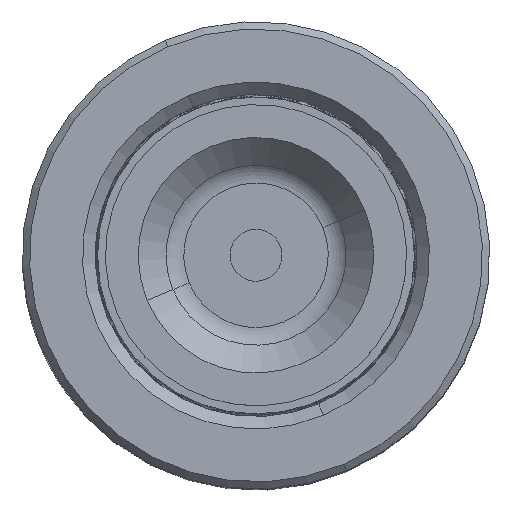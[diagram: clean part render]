
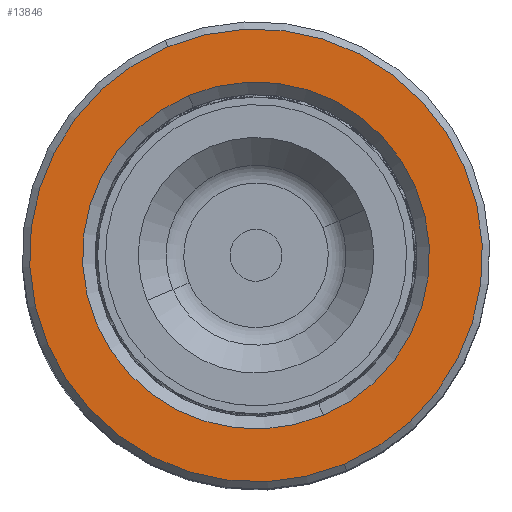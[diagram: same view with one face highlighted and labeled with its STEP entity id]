
A CAD part, top view. The second image highlights one B-rep face of the part: STEP entity #13846.
In plain terms, the highlighted planar face has unit normal (0, 0, 1).
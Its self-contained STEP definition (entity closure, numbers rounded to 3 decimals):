
#693 = PLANE ( 'NONE',  #32809 ) ;
#1073 = DIRECTION ( 'NONE',  ( 0., 0., 1. ) ) ;
#1424 = EDGE_CURVE ( 'NONE', #22730, #21063, #15661, .T. ) ;
#2661 = EDGE_LOOP ( 'NONE', ( #16547, #7034 ) ) ;
#4806 = CARTESIAN_POINT ( 'NONE',  ( 0., 0., 60. ) ) ;
#5145 = CIRCLE ( 'NONE', #48119, 16.7 ) ;
#7034 = ORIENTED_EDGE ( 'NONE', *, *, #51952, .T. ) ;
#9167 = DIRECTION ( 'NONE',  ( 0., 0., -1. ) ) ;
#9655 = CARTESIAN_POINT ( 'NONE',  ( 16.7, 0., 60. ) ) ;
#10737 = DIRECTION ( 'NONE',  ( 1., 0., 0. ) ) ;
#11714 = VERTEX_POINT ( 'NONE', #9655 ) ;
#13421 = CARTESIAN_POINT ( 'NONE',  ( 21.8, 0., 60. ) ) ;
#13687 = CIRCLE ( 'NONE', #19654, 16.7 ) ;
#13846 = ADVANCED_FACE ( 'NONE', ( #36606, #25780 ), #693, .T. ) ;
#14245 = DIRECTION ( 'NONE',  ( 1., 0., 0. ) ) ;
#14509 = CIRCLE ( 'NONE', #50822, 21.8 ) ;
#15661 = CIRCLE ( 'NONE', #38762, 21.8 ) ;
#15672 = ORIENTED_EDGE ( 'NONE', *, *, #39199, .T. ) ;
#16543 = VERTEX_POINT ( 'NONE', #47085 ) ;
#16547 = ORIENTED_EDGE ( 'NONE', *, *, #1424, .T. ) ;
#16754 = DIRECTION ( 'NONE',  ( 0., 0., 1. ) ) ;
#19654 = AXIS2_PLACEMENT_3D ( 'NONE', #29773, #9167, #34070 ) ;
#21063 = VERTEX_POINT ( 'NONE', #13421 ) ;
#21121 = DIRECTION ( 'NONE',  ( 1., 0., 0. ) ) ;
#22463 = CARTESIAN_POINT ( 'NONE',  ( -21.8, 0., 60. ) ) ;
#22730 = VERTEX_POINT ( 'NONE', #22463 ) ;
#25780 = FACE_BOUND ( 'NONE', #30915, .T. ) ;
#29773 = CARTESIAN_POINT ( 'NONE',  ( 0., 0., 60. ) ) ;
#30915 = EDGE_LOOP ( 'NONE', ( #15672, #46824 ) ) ;
#32809 = AXIS2_PLACEMENT_3D ( 'NONE', #4806, #1073, #21121 ) ;
#34070 = DIRECTION ( 'NONE',  ( 1., 0., 0. ) ) ;
#36606 = FACE_OUTER_BOUND ( 'NONE', #2661, .T. ) ;
#38669 = DIRECTION ( 'NONE',  ( 0., 0., -1. ) ) ;
#38762 = AXIS2_PLACEMENT_3D ( 'NONE', #43468, #51520, #10737 ) ;
#38836 = CARTESIAN_POINT ( 'NONE',  ( 0., 0., 60. ) ) ;
#39199 = EDGE_CURVE ( 'NONE', #11714, #16543, #13687, .T. ) ;
#41129 = CARTESIAN_POINT ( 'NONE',  ( 0., 0., 60. ) ) ;
#43468 = CARTESIAN_POINT ( 'NONE',  ( 0., 0., 60. ) ) ;
#46784 = DIRECTION ( 'NONE',  ( 1., 0., 0. ) ) ;
#46824 = ORIENTED_EDGE ( 'NONE', *, *, #48023, .T. ) ;
#47085 = CARTESIAN_POINT ( 'NONE',  ( -16.7, 0., 60. ) ) ;
#48023 = EDGE_CURVE ( 'NONE', #16543, #11714, #5145, .T. ) ;
#48119 = AXIS2_PLACEMENT_3D ( 'NONE', #38836, #38669, #14245 ) ;
#50822 = AXIS2_PLACEMENT_3D ( 'NONE', #41129, #16754, #46784 ) ;
#51520 = DIRECTION ( 'NONE',  ( 0., 0., 1. ) ) ;
#51952 = EDGE_CURVE ( 'NONE', #21063, #22730, #14509, .T. ) ;
